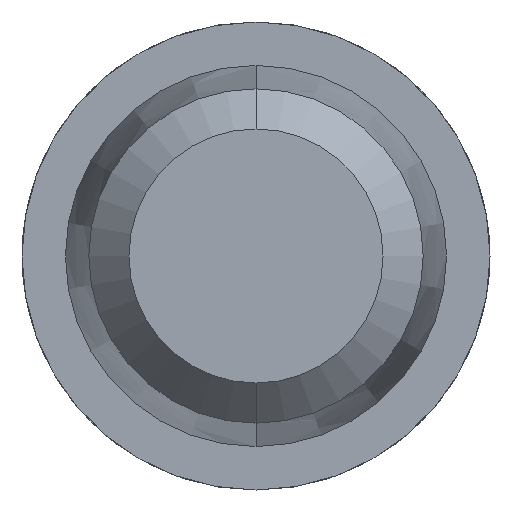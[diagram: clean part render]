
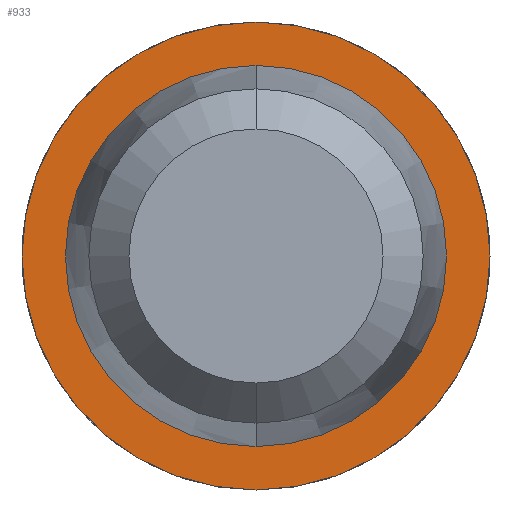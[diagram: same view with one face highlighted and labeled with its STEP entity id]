
A CAD part, front view. The second image highlights one B-rep face of the part: STEP entity #933.
In plain terms, the highlighted planar face has unit normal (0, -1, 0).
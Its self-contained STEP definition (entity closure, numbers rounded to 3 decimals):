
#80 = CARTESIAN_POINT ( 'NONE',  ( 0.57, 26., 0. ) ) ;
#117 = DIRECTION ( 'NONE',  ( 0., -1., 0. ) ) ;
#198 = VERTEX_POINT ( 'NONE', #3869 ) ;
#448 = AXIS2_PLACEMENT_3D ( 'NONE', #3255, #2269, #3586 ) ;
#547 = EDGE_CURVE ( 'Defeature ausgef�hrt1_15+Defeature ausgef�hrt1_16+Defeature ausgef�hrt1_16+Defeature ausgef�hrt1_16', #3355, #2485, #2719, .T. ) ;
#696 = AXIS2_PLACEMENT_3D ( 'NONE', #80, #740, #1363 ) ;
#740 = DIRECTION ( 'NONE',  ( 0., -1., 0. ) ) ;
#781 = CARTESIAN_POINT ( 'NONE',  ( 0., 26., 0. ) ) ;
#933 = ADVANCED_FACE ( 'Defeature ausgef�hrt1_15', ( #3858, #3352 ), #1031, .T. ) ;
#964 = EDGE_CURVE ( 'Defeature ausgef�hrt1_14+Defeature ausgef�hrt1_15+Defeature ausgef�hrt1_15+Defeature ausgef�hrt1_15', #2686, #198, #1624, .T. ) ;
#1031 = PLANE ( 'NONE',  #696 ) ;
#1205 = AXIS2_PLACEMENT_3D ( 'NONE', #781, #117, #2966 ) ;
#1256 = CIRCLE ( 'NONE', #2317, 0.7 ) ;
#1363 = DIRECTION ( 'NONE',  ( 0., 0., -1. ) ) ;
#1624 = CIRCLE ( 'NONE', #3517, 0.57 ) ;
#1655 = DIRECTION ( 'NONE',  ( 0., -1., 0. ) ) ;
#1992 = CARTESIAN_POINT ( 'NONE',  ( 0., 26., -0.7 ) ) ;
#2074 = CIRCLE ( 'NONE', #448, 0.57 ) ;
#2269 = DIRECTION ( 'NONE',  ( 0., -1., 0. ) ) ;
#2317 = AXIS2_PLACEMENT_3D ( 'NONE', #3854, #1655, #3868 ) ;
#2344 = CARTESIAN_POINT ( 'NONE',  ( 0., 26., 0.57 ) ) ;
#2485 = VERTEX_POINT ( 'NONE', #3840 ) ;
#2543 = EDGE_CURVE ( 'Defeature ausgef�hrt1_15+Defeature ausgef�hrt1_16+Defeature ausgef�hrt1_16+Defeature ausgef�hrt1_16', #2485, #3355, #1256, .T. ) ;
#2562 = EDGE_LOOP ( 'NONE', ( #3658, #3612 ) ) ;
#2686 = VERTEX_POINT ( 'NONE', #2344 ) ;
#2719 = CIRCLE ( 'NONE', #1205, 0.7 ) ;
#2945 = ORIENTED_EDGE ( 'NONE', *, *, #2543, .T. ) ;
#2966 = DIRECTION ( 'NONE',  ( 0., 0., -1. ) ) ;
#3033 = EDGE_LOOP ( 'NONE', ( #3449, #2945 ) ) ;
#3247 = EDGE_CURVE ( 'Defeature ausgef�hrt1_14+Defeature ausgef�hrt1_15+Defeature ausgef�hrt1_15+Defeature ausgef�hrt1_15', #198, #2686, #2074, .T. ) ;
#3255 = CARTESIAN_POINT ( 'NONE',  ( 0., 26., 0. ) ) ;
#3324 = DIRECTION ( 'NONE',  ( 0., 0., -1. ) ) ;
#3352 = FACE_BOUND ( 'NONE', #2562, .T. ) ;
#3355 = VERTEX_POINT ( 'NONE', #1992 ) ;
#3449 = ORIENTED_EDGE ( 'NONE', *, *, #547, .T. ) ;
#3517 = AXIS2_PLACEMENT_3D ( 'NONE', #3622, #3959, #3324 ) ;
#3586 = DIRECTION ( 'NONE',  ( 0., 0., -1. ) ) ;
#3612 = ORIENTED_EDGE ( 'NONE', *, *, #3247, .F. ) ;
#3622 = CARTESIAN_POINT ( 'NONE',  ( 0., 26., 0. ) ) ;
#3658 = ORIENTED_EDGE ( 'NONE', *, *, #964, .F. ) ;
#3840 = CARTESIAN_POINT ( 'NONE',  ( 0., 26., 0.7 ) ) ;
#3854 = CARTESIAN_POINT ( 'NONE',  ( 0., 26., 0. ) ) ;
#3858 = FACE_OUTER_BOUND ( 'NONE', #3033, .T. ) ;
#3868 = DIRECTION ( 'NONE',  ( 0., 0., -1. ) ) ;
#3869 = CARTESIAN_POINT ( 'NONE',  ( 0., 26., -0.57 ) ) ;
#3959 = DIRECTION ( 'NONE',  ( 0., -1., 0. ) ) ;
